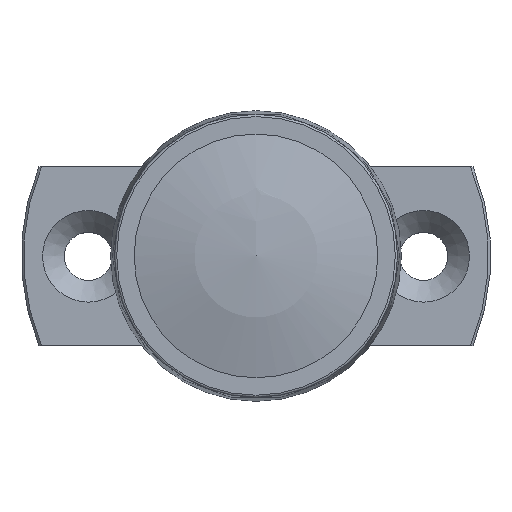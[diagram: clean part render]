
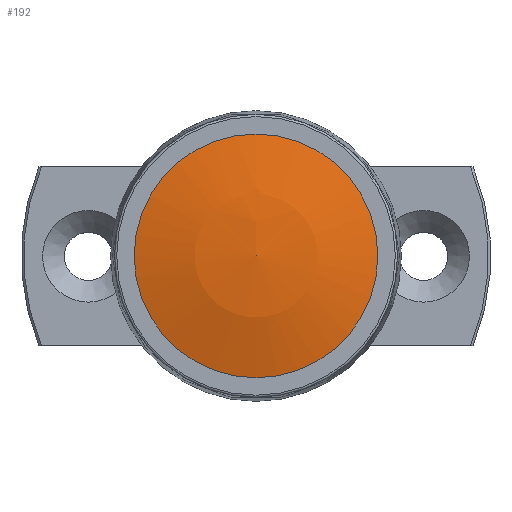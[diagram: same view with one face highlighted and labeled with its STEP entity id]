
A CAD part, top view. The second image highlights one B-rep face of the part: STEP entity #192.
In plain terms, the highlighted spherical face has radius 39.101 mm.
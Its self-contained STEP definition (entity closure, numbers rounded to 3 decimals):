
#192 = ADVANCED_FACE( '', ( #443 ), #444, .T. );
#443 = FACE_OUTER_BOUND( '', #740, .T. );
#444 = SPHERICAL_SURFACE( '', #741, 39.101 );
#740 = EDGE_LOOP( '', ( #1182 ) );
#741 = AXIS2_PLACEMENT_3D( '', #1183, #1184, #1185 );
#1182 = ORIENTED_EDGE( '', *, *, #1498, .T. );
#1183 = CARTESIAN_POINT( '', ( 0., 0., -16.601 ) );
#1184 = DIRECTION( '', ( 0., 0., 1. ) );
#1185 = DIRECTION( '', ( 0., 1., 0. ) );
#1498 = EDGE_CURVE( '', #1758, #1758, #1759, .T. );
#1758 = VERTEX_POINT( '', #2072 );
#1759 = CIRCLE( '', #2073, 10.9 );
#2072 = CARTESIAN_POINT( '', ( 10.9, 0., 20.95 ) );
#2073 = AXIS2_PLACEMENT_3D( '', #2355, #2356, #2357 );
#2355 = CARTESIAN_POINT( '', ( 0., 0., 20.95 ) );
#2356 = DIRECTION( '', ( 0., 0., 1. ) );
#2357 = DIRECTION( '', ( 1., 0., 0. ) );
